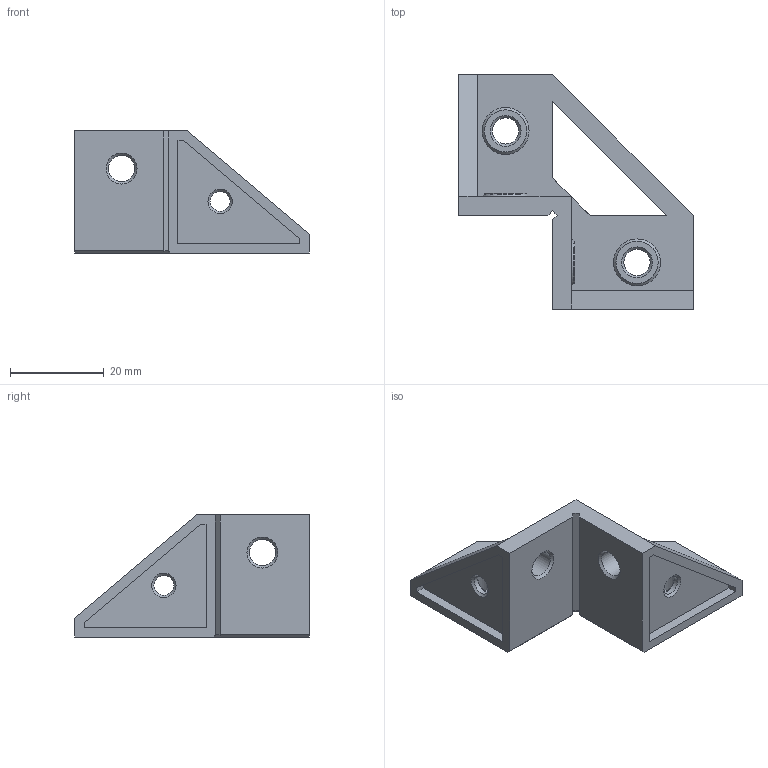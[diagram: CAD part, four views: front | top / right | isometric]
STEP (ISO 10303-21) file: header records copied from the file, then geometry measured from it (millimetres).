
FILE_DESCRIPTION(/* description */ ('Alibre Inc.'),/* implementation_level */ '2;1');
FILE_NAME(/* name */ 'export0',/* time_stamp */ '2015-07-11T14:34:50+12:00',/* author */ (''),/* organization */ (''),/* preprocessor_version */ 'ST-DEVELOPER v14',/* originating_system */ 'Alibre',/* authorisation */ '');
FILE_SCHEMA (('CONFIG_CONTROL_DESIGN'));
Length unit declared in the file: centimetre
Products named in the file (1): ID_1
Bounding box: 50 x 50 x 26 mm (x, y, z)
Volume: 10053.9 mm3; surface area: 7471.6 mm2
Topology: 1 solids, 2 shells, 75 faces, 172 edges, 106 vertices
Faces by surface type: plane 49, cone 16, cylinder 10
Full cylindrical faces by diameter (mm): 4.2 x2, 5.6 x4, 9 x4
Entity records: 1998 total; most frequent: CARTESIAN_POINT 325, ORIENTED_EDGE 292, DIRECTION 281, EDGE_CURVE 146, EDGE_LOOP 120, FACE_BOUND 120, AXIS2_PLACEMENT_3D 110, VECTOR 109
